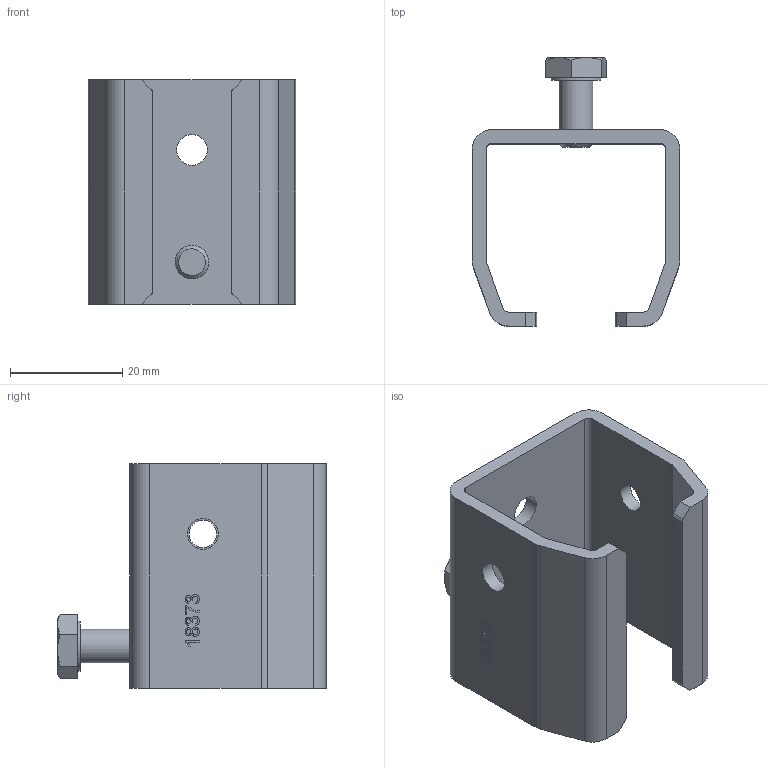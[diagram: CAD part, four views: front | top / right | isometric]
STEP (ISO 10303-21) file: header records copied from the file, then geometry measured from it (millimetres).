
FILE_DESCRIPTION(/* description */ ('Support INOX 304L à souder'),/* implementation_level */ '2;1');
FILE_NAME(/* name */ '9018XA2.stp',/* time_stamp */ '2019-08-23T08:45:26+02:00',/* author */ ('Didierr'),/* organization */ (''),/* preprocessor_version */ 'ST-DEVELOPER v17.2',/* originating_system */ 'Autodesk Inventor 2019',/* authorisation */ '');
FILE_SCHEMA (('AUTOMOTIVE_DESIGN { 1 0 10303 214 3 1 1 }'));
Length unit declared in the file: millimetre
Products named in the file (3): 9018XA2; 18373-D; 04018
Assembly tree (2 placements, depth 2):
  9018XA2
    18373-D
    04018
Bounding box: 37 x 47.89 x 40 mm (x, y, z)
Volume: 11561.6 mm3; surface area: 10159.1 mm2
Topology: 2 solids, 2 shells, 185 faces, 490 edges, 327 vertices
Faces by surface type: plane 95, bspline 49, cylinder 34, cone 7
Full cylindrical faces by diameter (mm): 1.151 x1, 1.25 x1, 4.917 x2, 5.5 x2, 6 x1, 8.88 x1
Entity records: 6256 total; most frequent: CARTESIAN_POINT 1809, ORIENTED_EDGE 980, DIRECTION 745, EDGE_CURVE 490, VERTEX_POINT 327, LINE 297, VECTOR 297, AXIS2_PLACEMENT_3D 224
